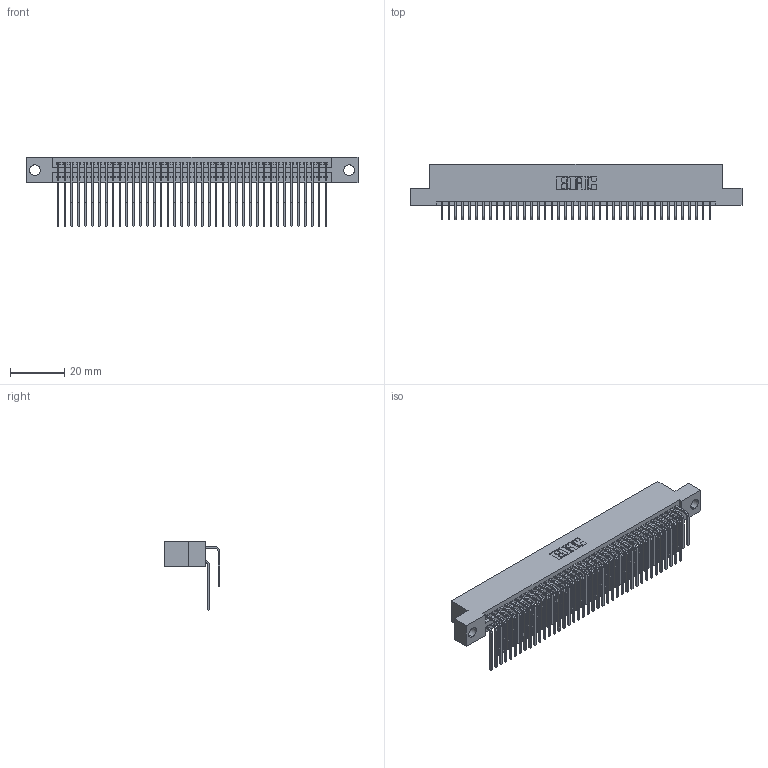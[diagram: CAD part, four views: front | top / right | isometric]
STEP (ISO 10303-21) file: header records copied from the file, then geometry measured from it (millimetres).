
FILE_DESCRIPTION (( 'STEP AP203' ), '1' );
FILE_NAME ('345-080-559-204.STEP', '2018-10-03T20:22:28', ( '' ), ( '' ), 'SwSTEP 2.0', 'SolidWorks 2016', '' );
FILE_SCHEMA (( 'CONFIG_CONTROL_DESIGN' ));
Length unit declared in the file: inch
Products named in the file (4): 345-292-001_559 Tail - 2; 345-292-001_558 559 Tail - 1; 345 Part_Flush Mounting Lugs - 0.156 Dia-TH; 345-080-559-204
Assembly tree (81 placements, depth 2):
  345-080-559-204
    345 Part_Flush Mounting Lugs - 0.156 Dia-TH
    345-292-001_558 559 Tail - 1  x40
    345-292-001_559 Tail - 2  x40
Bounding box: 122.81 x 20.56 x 25.53 mm (x, y, z)
Volume: 12284.9 mm3; surface area: 20105.7 mm2
Topology: 81 solids, 81 shells, 4286 faces, 12741 edges, 8386 vertices
Faces by surface type: plane 2880, cylinder 1406
Entity records: 33309 total; most frequent: CARTESIAN_POINT 5631, ORIENTED_EDGE 5514, DIRECTION 4941, EDGE_CURVE 2757, VECTOR 2425, LINE 2425, VERTEX_POINT 1834, AXIS2_PLACEMENT_3D 1258
